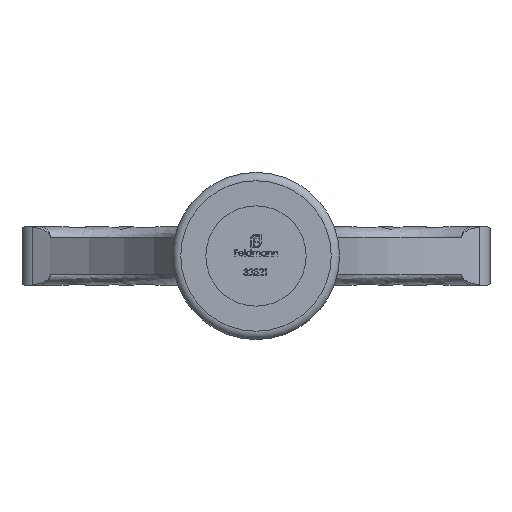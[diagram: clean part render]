
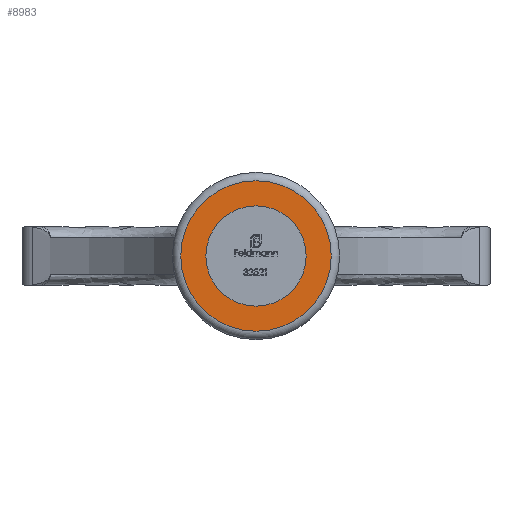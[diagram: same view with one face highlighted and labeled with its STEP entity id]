
A CAD part, front view. The second image highlights one B-rep face of the part: STEP entity #8983.
In plain terms, the highlighted planar face has unit normal (0, -1, 0).
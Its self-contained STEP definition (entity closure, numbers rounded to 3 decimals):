
#358 = CIRCLE ( 'NONE', #1611, 9. ) ;
#1021 = EDGE_LOOP ( 'NONE', ( #2787 ) ) ;
#1611 = AXIS2_PLACEMENT_3D ( 'NONE', #5642, #11356, #2287 ) ;
#2287 = DIRECTION ( 'NONE',  ( 0., 0., 1. ) ) ;
#2787 = ORIENTED_EDGE ( 'NONE', *, *, #4141, .T. ) ;
#3159 = FACE_BOUND ( 'NONE', #10697, .T. ) ;
#3808 = ORIENTED_EDGE ( 'NONE', *, *, #3841, .F. ) ;
#3841 = EDGE_CURVE ( 'NONE', #11163, #11163, #6912, .T. ) ;
#4141 = EDGE_CURVE ( 'NONE', #13116, #13116, #358, .T. ) ;
#4865 = CARTESIAN_POINT ( 'NONE',  ( 0., -56., -6. ) ) ;
#4959 = CARTESIAN_POINT ( 'NONE',  ( 0., -56., 9. ) ) ;
#4993 = CARTESIAN_POINT ( 'NONE',  ( 5.5, -56., 2.25 ) ) ;
#5642 = CARTESIAN_POINT ( 'NONE',  ( 0., -56., 0. ) ) ;
#6527 = CARTESIAN_POINT ( 'NONE',  ( 0., -56., 0. ) ) ;
#6643 = AXIS2_PLACEMENT_3D ( 'NONE', #4993, #9616, #13026 ) ;
#6912 = CIRCLE ( 'NONE', #9821, 6. ) ;
#8612 = FACE_OUTER_BOUND ( 'NONE', #1021, .T. ) ;
#8983 = ADVANCED_FACE ( 'NONE', ( #8612, #3159 ), #14097, .F. ) ;
#9616 = DIRECTION ( 'NONE',  ( 0., 1., 0. ) ) ;
#9821 = AXIS2_PLACEMENT_3D ( 'NONE', #6527, #14405, #13398 ) ;
#10697 = EDGE_LOOP ( 'NONE', ( #3808 ) ) ;
#11163 = VERTEX_POINT ( 'NONE', #4865 ) ;
#11356 = DIRECTION ( 'NONE',  ( 0., -1., 0. ) ) ;
#13026 = DIRECTION ( 'NONE',  ( 0., 0., 1. ) ) ;
#13116 = VERTEX_POINT ( 'NONE', #4959 ) ;
#13398 = DIRECTION ( 'NONE',  ( 0., 0., -1. ) ) ;
#14097 = PLANE ( 'NONE',  #6643 ) ;
#14405 = DIRECTION ( 'NONE',  ( 0., -1., 0. ) ) ;
